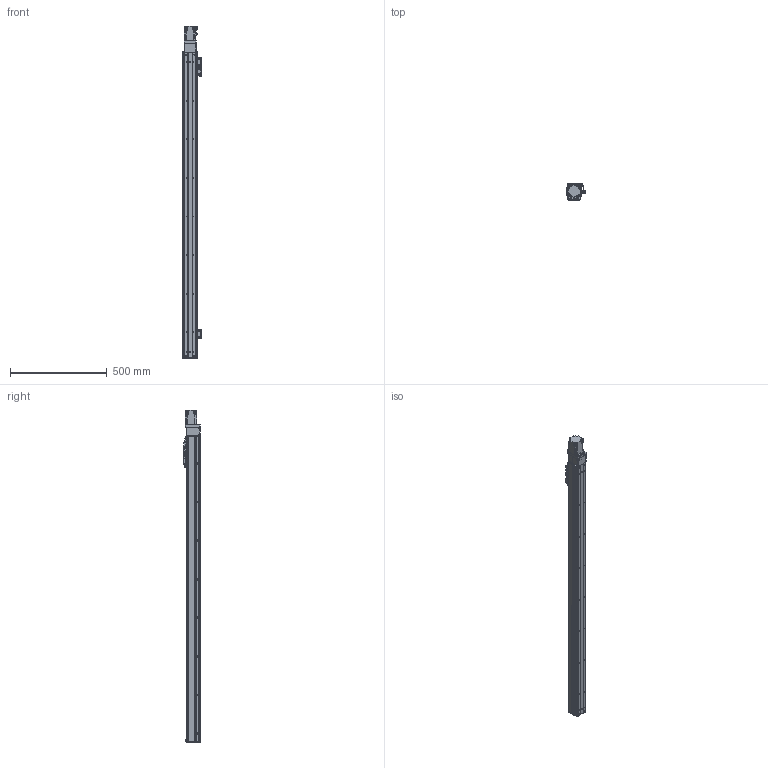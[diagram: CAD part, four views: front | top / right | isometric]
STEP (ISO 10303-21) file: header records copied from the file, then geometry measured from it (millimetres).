
FILE_DESCRIPTION(/* description */ ('MANUFACTURE'),/* implementation_level */ '2;1');
FILE_NAME(/* name */ 'HC75-S20-N1B-01400-R10.stp',/* time_stamp */ '2024-03-14T12:14:43+09:00',/* author */ ('User'),/* organization */ (''),/* preprocessor_version */ 'ST-DEVELOPER v18.1',/* originating_system */ 'Autodesk Inventor 2022',/* authorisation */ 'LIP');
FILE_SCHEMA (('AUTOMOTIVE_DESIGN { 1 0 10303 214 3 1 1 }'));
Length unit declared in the file: millimetre
Products named in the file (26): HC75-S20-N1B-0500-R10 - 간소화; HC75-S-BASE; HC75 REAR COVER; HC75-REAR BLOCK; HC75 REAR COVER_1; HC75-FRONT BLOCK-N; HC75-S-SIDE COVER2; STOPPER3; M-5UT; M-5AU-4; COUPLING COVER; NIPPLE CAP(신규); hsr_ftht_A-M6F_grease_nipple_joint; HC75 SENSOR DOG; HC75 STEEL SHEET; HC75,90 SHEET PLATE; HG75 S MOTOR PLATE-B; STOPPER3_1; HC75 TABLE - OIL; LMKE1520 NUT; HC65 TABLE SIDE COVER; HC75 TABLE COVER; HG75 S MOTOR PLATE-M; hg-kr23_; SENSOR BRK(EE-SX674A); EE_SX674A
Assembly tree (33 placements, depth 2):
  HC75-S20-N1B-0500-R10 - 간소화
    HC75-S-BASE
    HC75-S-SIDE COVER2  x2
    HC75 REAR COVER
    HC75-REAR BLOCK
    HC75 REAR COVER_1
    HC75-FRONT BLOCK-N
    STOPPER3
    M-5UT
    M-5AU-4  x2
    COUPLING COVER
    SENSOR BRK(EE-SX674A)  x3
    EE_SX674A  x3
    HC65 TABLE SIDE COVER  x2
    NIPPLE CAP(신규)
    hsr_ftht_A-M6F_grease_nipple_joint
    HC75 SENSOR DOG
    HC75,90 SHEET PLATE  x2
    HC75 STEEL SHEET
    HG75 S MOTOR PLATE-B
    STOPPER3_1
    HC75 TABLE - OIL
    LMKE1520 NUT
    HC75 TABLE COVER
    HG75 S MOTOR PLATE-M
    hg-kr23_
Bounding box: 94 x 85 x 1719.6 mm (x, y, z)
Volume: 2642868 mm3; surface area: 1449159.6 mm2
Topology: 35 solids, 39 shells, 1668 faces, 4433 edges, 2890 vertices
Faces by surface type: plane 858, cylinder 614, cone 178, sphere 8, torus 6, bspline 4
Full cylindrical faces by diameter (mm): 1.8 x2, 2.3 x2, 2.459 x40, 2.5 x1, 2.7 x2, 3 x4, 3.2 x2, 3.242 x27, 3.4 x10, 3.5 x14, 4 x2, 4.134 x51, 4.5 x28, 4.917 x4, 5 x37, 5.5 x21, 5.6 x9, 5.8 x4, 5.9 x8, 6 x5, 6.5 x2, 6.8 x1, 7 x5, 9.5 x21, 10.5 x4, 14 x1, 15 x3, 17 x1, 22 x1, 25 x1
Entity records: 42997 total; most frequent: CARTESIAN_POINT 8206, DIRECTION 7164, ORIENTED_EDGE 6832, EDGE_CURVE 3416, AXIS2_PLACEMENT_3D 2545, VERTEX_POINT 2266, LINE 2074, VECTOR 2074
